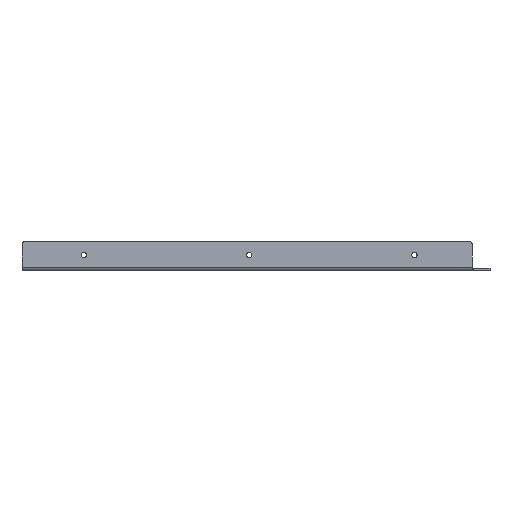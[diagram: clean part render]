
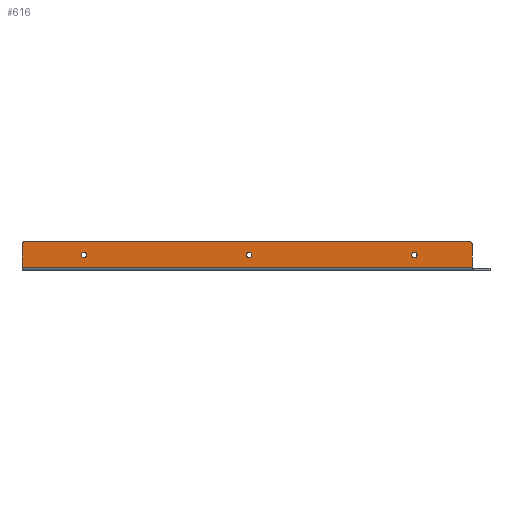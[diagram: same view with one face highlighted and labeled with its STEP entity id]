
A CAD part, front view. The second image highlights one B-rep face of the part: STEP entity #616.
In plain terms, the highlighted planar face has unit normal (0, -1, 0).
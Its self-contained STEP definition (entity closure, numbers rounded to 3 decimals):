
#36 = FACE_OUTER_BOUND ( 'NONE', #207, .T. ) ;
#39 = CARTESIAN_POINT ( 'NONE',  ( -143.89, -30.135, 14.51 ) ) ;
#53 = AXIS2_PLACEMENT_3D ( 'NONE', #1595, #731, #1235 ) ;
#61 = CARTESIAN_POINT ( 'NONE',  ( 132.97, -30.135, 0.737 ) ) ;
#63 = FACE_BOUND ( 'NONE', #1090, .T. ) ;
#80 = DIRECTION ( 'NONE',  ( 0., 1., 0. ) ) ;
#90 = AXIS2_PLACEMENT_3D ( 'NONE', #1028, #406, #191 ) ;
#96 = ORIENTED_EDGE ( 'NONE', *, *, #1088, .T. ) ;
#173 = ORIENTED_EDGE ( 'NONE', *, *, #460, .T. ) ;
#174 = CARTESIAN_POINT ( 'NONE',  ( 97.41, -30.135, 6.618 ) ) ;
#176 = VERTEX_POINT ( 'NONE', #1295 ) ;
#185 = VERTEX_POINT ( 'NONE', #39 ) ;
#191 = DIRECTION ( 'NONE',  ( 0., 0., 1. ) ) ;
#202 = AXIS2_PLACEMENT_3D ( 'NONE', #240, #253, #719 ) ;
#203 = CARTESIAN_POINT ( 'NONE',  ( -4.19, -30.135, 9.882 ) ) ;
#205 = CARTESIAN_POINT ( 'NONE',  ( -105.79, -30.135, 8.25 ) ) ;
#207 = EDGE_LOOP ( 'NONE', ( #1066, #1035, #951, #1004, #550, #334 ) ) ;
#231 = ORIENTED_EDGE ( 'NONE', *, *, #831, .T. ) ;
#240 = CARTESIAN_POINT ( 'NONE',  ( -141.89, -30.135, 14.51 ) ) ;
#253 = DIRECTION ( 'NONE',  ( 0., -1., 0. ) ) ;
#260 = CARTESIAN_POINT ( 'NONE',  ( -143.89, -30.135, 0.737 ) ) ;
#293 = PLANE ( 'NONE',  #90 ) ;
#295 = DIRECTION ( 'NONE',  ( 0., 1., 0. ) ) ;
#322 = CARTESIAN_POINT ( 'NONE',  ( -143.89, -30.135, 0.737 ) ) ;
#334 = ORIENTED_EDGE ( 'NONE', *, *, #1241, .F. ) ;
#336 = CARTESIAN_POINT ( 'NONE',  ( 130.97, -30.135, 14.51 ) ) ;
#349 = VECTOR ( 'NONE', #1180, 1000. ) ;
#352 = AXIS2_PLACEMENT_3D ( 'NONE', #837, #980, #1079 ) ;
#406 = DIRECTION ( 'NONE',  ( 0., 1., 0. ) ) ;
#426 = CIRCLE ( 'NONE', #202, 2. ) ;
#434 = DIRECTION ( 'NONE',  ( 0., 0., 1. ) ) ;
#445 = DIRECTION ( 'NONE',  ( 0., 0., 1. ) ) ;
#458 = VERTEX_POINT ( 'NONE', #742 ) ;
#460 = EDGE_CURVE ( 'NONE', #1007, #754, #1084, .T. ) ;
#478 = EDGE_CURVE ( 'NONE', #1207, #704, #1481, .T. ) ;
#501 = AXIS2_PLACEMENT_3D ( 'NONE', #336, #1563, #445 ) ;
#517 = FACE_BOUND ( 'NONE', #936, .T. ) ;
#550 = ORIENTED_EDGE ( 'NONE', *, *, #640, .T. ) ;
#570 = EDGE_CURVE ( 'NONE', #704, #1207, #1193, .T. ) ;
#574 = VECTOR ( 'NONE', #688, 1000. ) ;
#593 = CIRCLE ( 'NONE', #1061, 1.632 ) ;
#595 = VERTEX_POINT ( 'NONE', #1359 ) ;
#616 = ADVANCED_FACE ( 'NONE', ( #517, #63, #36, #1008 ), #293, .F. ) ;
#619 = EDGE_LOOP ( 'NONE', ( #1189, #231 ) ) ;
#620 = CIRCLE ( 'NONE', #825, 1.632 ) ;
#640 = EDGE_CURVE ( 'NONE', #185, #1181, #1399, .T. ) ;
#667 = LINE ( 'NONE', #1491, #574 ) ;
#668 = DIRECTION ( 'NONE',  ( 0., 0., -1. ) ) ;
#688 = DIRECTION ( 'NONE',  ( -1., 0., 0. ) ) ;
#704 = VERTEX_POINT ( 'NONE', #1255 ) ;
#719 = DIRECTION ( 'NONE',  ( 0., 0., 1. ) ) ;
#723 = LINE ( 'NONE', #260, #1566 ) ;
#731 = DIRECTION ( 'NONE',  ( 0., 1., 0. ) ) ;
#742 = CARTESIAN_POINT ( 'NONE',  ( 132.97, -30.135, 14.51 ) ) ;
#754 = VERTEX_POINT ( 'NONE', #1321 ) ;
#766 = CARTESIAN_POINT ( 'NONE',  ( -105.79, -30.135, 6.618 ) ) ;
#771 = EDGE_CURVE ( 'NONE', #1100, #458, #1290, .T. ) ;
#825 = AXIS2_PLACEMENT_3D ( 'NONE', #1017, #1513, #892 ) ;
#831 = EDGE_CURVE ( 'NONE', #1364, #595, #593, .T. ) ;
#837 = CARTESIAN_POINT ( 'NONE',  ( -4.19, -30.135, 8.25 ) ) ;
#892 = DIRECTION ( 'NONE',  ( 0., 0., 1. ) ) ;
#935 = CARTESIAN_POINT ( 'NONE',  ( 132.97, -30.135, 0. ) ) ;
#936 = EDGE_LOOP ( 'NONE', ( #1174, #1128 ) ) ;
#951 = ORIENTED_EDGE ( 'NONE', *, *, #1120, .T. ) ;
#967 = EDGE_CURVE ( 'NONE', #1244, #185, #426, .T. ) ;
#974 = DIRECTION ( 'NONE',  ( -1., 0., 0. ) ) ;
#980 = DIRECTION ( 'NONE',  ( 0., 1., 0. ) ) ;
#1004 = ORIENTED_EDGE ( 'NONE', *, *, #967, .T. ) ;
#1007 = VERTEX_POINT ( 'NONE', #174 ) ;
#1008 = FACE_BOUND ( 'NONE', #619, .T. ) ;
#1017 = CARTESIAN_POINT ( 'NONE',  ( 97.41, -30.135, 8.25 ) ) ;
#1020 = AXIS2_PLACEMENT_3D ( 'NONE', #1093, #1227, #1110 ) ;
#1028 = CARTESIAN_POINT ( 'NONE',  ( 0., -30.135, 0. ) ) ;
#1035 = ORIENTED_EDGE ( 'NONE', *, *, #1172, .T. ) ;
#1036 = CARTESIAN_POINT ( 'NONE',  ( -105.79, -30.135, 8.25 ) ) ;
#1061 = AXIS2_PLACEMENT_3D ( 'NONE', #205, #80, #1432 ) ;
#1066 = ORIENTED_EDGE ( 'NONE', *, *, #771, .T. ) ;
#1079 = DIRECTION ( 'NONE',  ( 0., 0., 1. ) ) ;
#1084 = CIRCLE ( 'NONE', #53, 1.632 ) ;
#1088 = EDGE_CURVE ( 'NONE', #754, #1007, #620, .T. ) ;
#1090 = EDGE_LOOP ( 'NONE', ( #96, #173 ) ) ;
#1093 = CARTESIAN_POINT ( 'NONE',  ( -4.19, -30.135, 8.25 ) ) ;
#1100 = VERTEX_POINT ( 'NONE', #61 ) ;
#1110 = DIRECTION ( 'NONE',  ( 0., 0., 1. ) ) ;
#1120 = EDGE_CURVE ( 'NONE', #176, #1244, #667, .T. ) ;
#1128 = ORIENTED_EDGE ( 'NONE', *, *, #570, .T. ) ;
#1172 = EDGE_CURVE ( 'NONE', #458, #176, #1215, .T. ) ;
#1174 = ORIENTED_EDGE ( 'NONE', *, *, #478, .T. ) ;
#1180 = DIRECTION ( 'NONE',  ( 0., 0., 1. ) ) ;
#1181 = VERTEX_POINT ( 'NONE', #322 ) ;
#1189 = ORIENTED_EDGE ( 'NONE', *, *, #1585, .T. ) ;
#1193 = CIRCLE ( 'NONE', #352, 1.632 ) ;
#1207 = VERTEX_POINT ( 'NONE', #203 ) ;
#1215 = CIRCLE ( 'NONE', #501, 2. ) ;
#1227 = DIRECTION ( 'NONE',  ( 0., 1., 0. ) ) ;
#1235 = DIRECTION ( 'NONE',  ( 0., 0., 1. ) ) ;
#1241 = EDGE_CURVE ( 'NONE', #1100, #1181, #723, .T. ) ;
#1244 = VERTEX_POINT ( 'NONE', #1471 ) ;
#1255 = CARTESIAN_POINT ( 'NONE',  ( -4.19, -30.135, 6.618 ) ) ;
#1284 = VECTOR ( 'NONE', #668, 1000. ) ;
#1290 = LINE ( 'NONE', #935, #349 ) ;
#1295 = CARTESIAN_POINT ( 'NONE',  ( 130.97, -30.135, 16.51 ) ) ;
#1321 = CARTESIAN_POINT ( 'NONE',  ( 97.41, -30.135, 9.882 ) ) ;
#1359 = CARTESIAN_POINT ( 'NONE',  ( -105.79, -30.135, 9.882 ) ) ;
#1364 = VERTEX_POINT ( 'NONE', #766 ) ;
#1399 = LINE ( 'NONE', #1516, #1284 ) ;
#1425 = CIRCLE ( 'NONE', #1560, 1.632 ) ;
#1432 = DIRECTION ( 'NONE',  ( 0., 0., 1. ) ) ;
#1471 = CARTESIAN_POINT ( 'NONE',  ( -141.89, -30.135, 16.51 ) ) ;
#1481 = CIRCLE ( 'NONE', #1020, 1.632 ) ;
#1491 = CARTESIAN_POINT ( 'NONE',  ( 0., -30.135, 16.51 ) ) ;
#1513 = DIRECTION ( 'NONE',  ( 0., 1., 0. ) ) ;
#1516 = CARTESIAN_POINT ( 'NONE',  ( -143.89, -30.135, 0. ) ) ;
#1560 = AXIS2_PLACEMENT_3D ( 'NONE', #1036, #295, #434 ) ;
#1563 = DIRECTION ( 'NONE',  ( 0., -1., 0. ) ) ;
#1566 = VECTOR ( 'NONE', #974, 1000. ) ;
#1585 = EDGE_CURVE ( 'NONE', #595, #1364, #1425, .T. ) ;
#1595 = CARTESIAN_POINT ( 'NONE',  ( 97.41, -30.135, 8.25 ) ) ;
